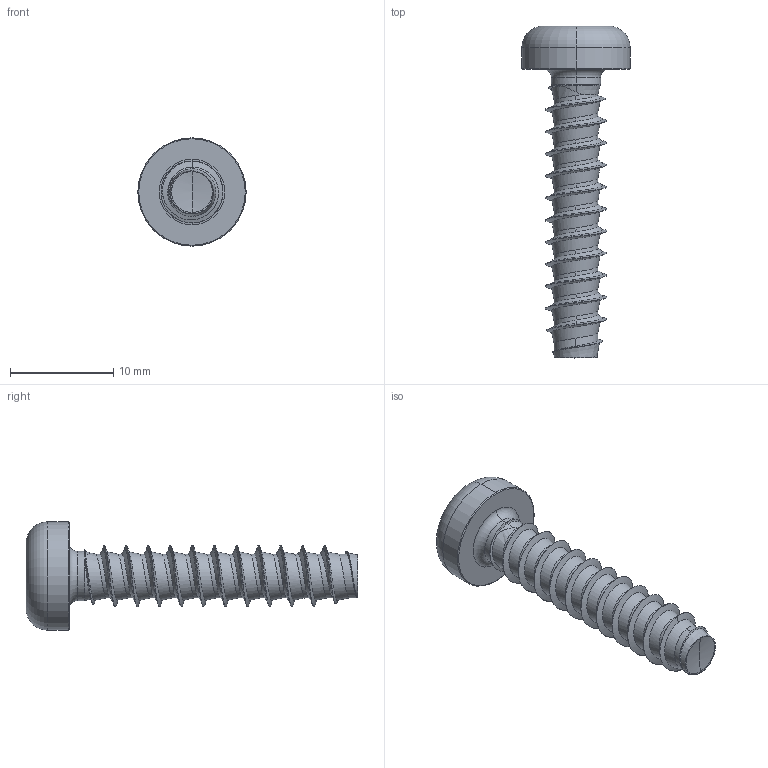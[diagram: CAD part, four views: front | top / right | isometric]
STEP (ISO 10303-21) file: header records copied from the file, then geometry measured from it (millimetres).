
FILE_DESCRIPTION (( 'STEP AP203' ), '1' );
FILE_NAME ('STP390600280.STEP', '2020-09-22T14:52:37', ( '' ), ( '' ), 'SwSTEP 2.0', 'SolidWorks 2015', '' );
FILE_SCHEMA (( 'CONFIG_CONTROL_DESIGN' ));
Length unit declared in the file: millimetre
Products named in the file (2): STP390600280
Bounding box: 10.5 x 32.19 x 10.5 mm (x, y, z)
Volume: 752.5 mm3; surface area: 922.7 mm2
Topology: 1 solids, 1 shells, 107 faces, 269 edges, 164 vertices
Faces by surface type: cylinder 49, bspline 35, cone 11, torus 6, sphere 4, plane 2
Entity records: 23504 total; most frequent: CARTESIAN_POINT 21202, ORIENTED_EDGE 534, DIRECTION 334, EDGE_CURVE 267, VERTEX_POINT 164, AXIS2_PLACEMENT_3D 135, B_SPLINE_CURVE_WITH_KNOTS 117, EDGE_LOOP 109
